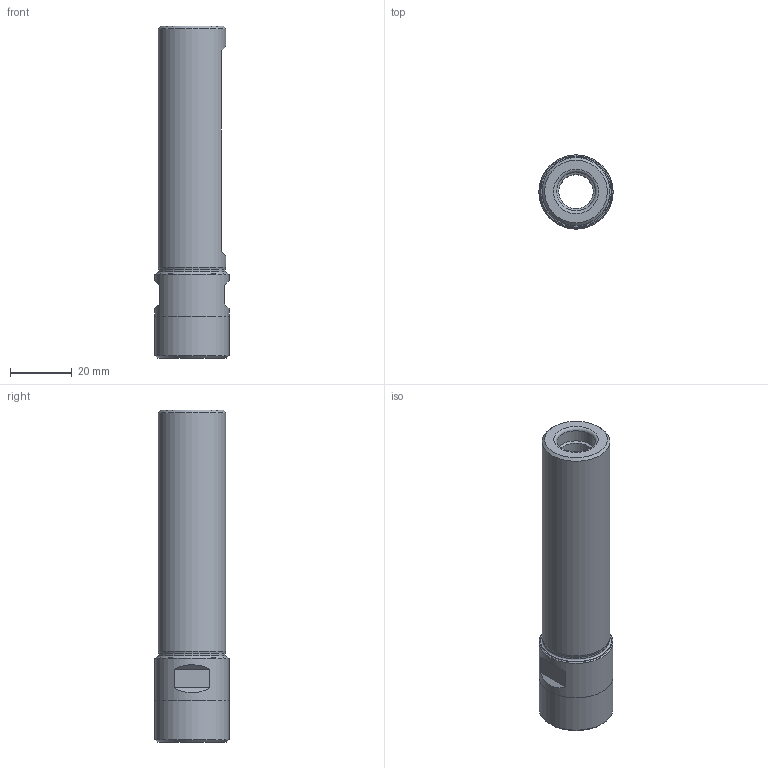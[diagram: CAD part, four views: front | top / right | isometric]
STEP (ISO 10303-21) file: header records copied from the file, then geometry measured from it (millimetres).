
FILE_DESCRIPTION(/* description */ (''),/* implementation_level */ '2;1');
FILE_NAME(/* name */ '262222052.stp',/* time_stamp */ '2021-09-24T12:30:14',/* author */ ('LRA'),/* organization */ ('REGO-FIX'),/* preprocessor_version */ ' Unknown',/* originating_system */ 'SIEMENS PLM Software Solid Edge ST10',/* authorization */ 'Unknown');
FILE_SCHEMA (('AUTOMOTIVE_DESIGN { 1 0 10303 214 2 1 1}'));
Length unit declared in the file: millimetre
Products named in the file (1): 0014236
Bounding box: 24 x 24 x 107.5 mm (x, y, z)
Volume: 28232.5 mm3; surface area: 12212.3 mm2
Topology: 1 solids, 1 shells, 31 faces, 67 edges, 40 vertices
Faces by surface type: plane 12, cylinder 9, cone 7, torus 3
Full cylindrical faces by diameter (mm): 11.1 x3, 12.5 x1, 13.5 x1, 21.6 x1, 22 x1, 24 x2
Entity records: 937 total; most frequent: DIRECTION 138, CARTESIAN_POINT 109, ORIENTED_EDGE 80, AXIS2_PLACEMENT_3D 63, EDGE_LOOP 56, FACE_BOUND 56, EDGE_CURVE 40, VERTEX_POINT 34
